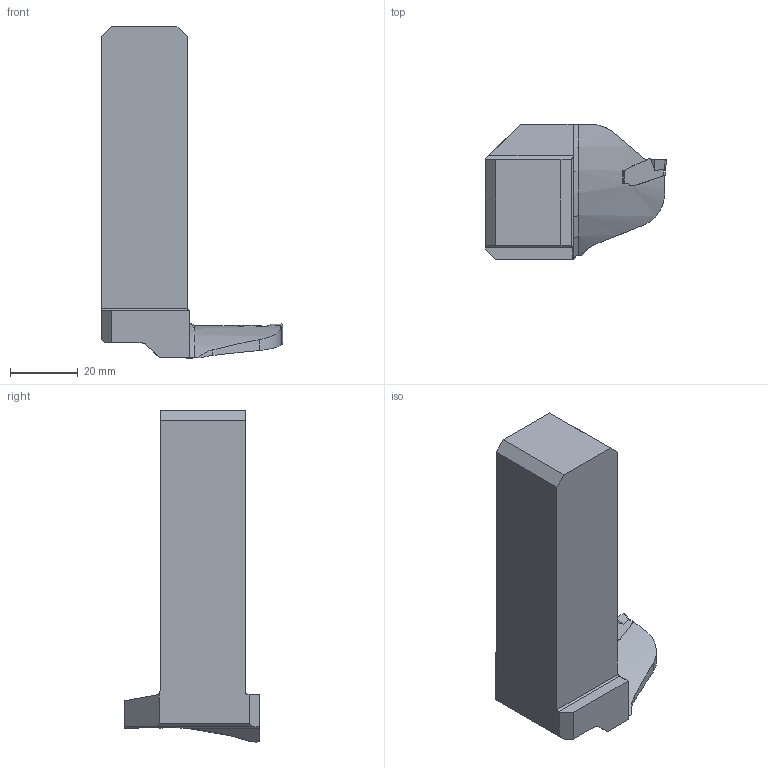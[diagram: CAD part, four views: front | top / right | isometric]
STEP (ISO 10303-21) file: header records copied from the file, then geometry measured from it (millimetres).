
FILE_DESCRIPTION(/* description */ (''),/* implementation_level */ '2;1');
FILE_NAME(/* name */ 'toolassembly_1.stp',/* time_stamp */ '2019-12-23T14:33:56+01:00',/* author */ (''),/* organization */ ('SMS'),/* preprocessor_version */ 'ST-DEVELOPER v16.7',/* originating_system */ 'SIEMENS PLM Software NX 12.0',/* authorisation */ '');
FILE_SCHEMA (('AUTOMOTIVE_DESIGN { 1 0 10303 214 3 1 1 1 }'));
Length unit declared in the file: millimetre
Products named in the file (4): ASSEMBLY_CONSTRUCTION; CUT_20191223143317; NOCUT_20191223143245; TOOLASSEMBLY_1
Assembly tree (3 placements, depth 2):
  TOOLASSEMBLY_1
    NOCUT_20191223143245
    CUT_20191223143317
    ASSEMBLY_CONSTRUCTION
Bounding box: 53.51 x 39.87 x 98.05 mm (x, y, z)
Volume: 66819.2 mm3; surface area: 13467.1 mm2
Topology: 2 solids, 2 shells, 63 faces, 176 edges, 125 vertices
Faces by surface type: plane 32, cylinder 20, bspline 8, extrusion 2, torus 1
Entity records: 7229 total; most frequent: CARTESIAN_POINT 5534, ORIENTED_EDGE 350, DIRECTION 276, EDGE_CURVE 175, VERTEX_POINT 116, AXIS2_PLACEMENT_3D 94, VECTOR 88, LINE 86
